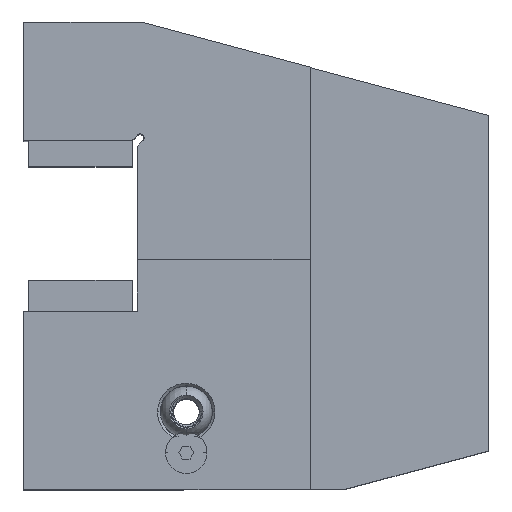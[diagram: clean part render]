
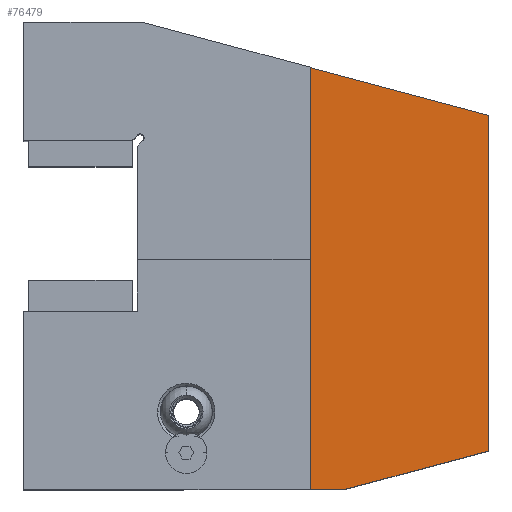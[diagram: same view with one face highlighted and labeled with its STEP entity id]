
A CAD part, top view. The second image highlights one B-rep face of the part: STEP entity #76479.
In plain terms, the highlighted planar face has unit normal (0, 0, 1).
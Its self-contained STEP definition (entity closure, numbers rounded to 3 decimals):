
#24919 = FACE_OUTER_BOUND ( 'NONE', #56721, .T. ) ;
#38930 = EDGE_CURVE ( 'NONE', #55605, #55454, #39641, .T. ) ;
#38990 = EDGE_CURVE ( 'NONE', #55454, #55547, #39672, .T. ) ;
#39004 = EDGE_CURVE ( 'NONE', #55547, #55492, #39721, .T. ) ;
#39023 = EDGE_CURVE ( 'NONE', #55826, #55605, #39771, .T. ) ;
#39027 = EDGE_CURVE ( 'NONE', #55492, #55826, #39751, .T. ) ;
#39618 = VECTOR ( 'NONE', #61893, 1000. ) ;
#39641 = LINE ( 'NONE', #61871, #39618 ) ;
#39672 = LINE ( 'NONE', #62051, #39700 ) ;
#39700 = VECTOR ( 'NONE', #62092, 1000. ) ;
#39709 = VECTOR ( 'NONE', #62060, 1000. ) ;
#39721 = LINE ( 'NONE', #62055, #39709 ) ;
#39751 = LINE ( 'NONE', #62088, #39753 ) ;
#39753 = VECTOR ( 'NONE', #62171, 1000. ) ;
#39771 = LINE ( 'NONE', #62194, #39772 ) ;
#39772 = VECTOR ( 'NONE', #62159, 1000. ) ;
#46152 = CARTESIAN_POINT ( 'NONE',  ( 0., 22.15, 93. ) ) ;
#46174 = DIRECTION ( 'NONE',  ( 1., 0., 0. ) ) ;
#46177 = PLANE ( 'NONE',  #46878 ) ;
#46185 = DIRECTION ( 'NONE',  ( 0., 0., 1. ) ) ;
#46878 = AXIS2_PLACEMENT_3D ( 'NONE', #46152, #46185, #46174 ) ;
#55454 = VERTEX_POINT ( 'NONE', #85597 ) ;
#55492 = VERTEX_POINT ( 'NONE', #85670 ) ;
#55547 = VERTEX_POINT ( 'NONE', #85578 ) ;
#55605 = VERTEX_POINT ( 'NONE', #85623 ) ;
#55826 = VERTEX_POINT ( 'NONE', #85771 ) ;
#56721 = EDGE_LOOP ( 'NONE', ( #66688, #66681, #66645, #66728, #66703 ) ) ;
#61871 = CARTESIAN_POINT ( 'NONE',  ( 42.5, 30., 93. ) ) ;
#61893 = DIRECTION ( 'NONE',  ( 0.966, -0.259, 0. ) ) ;
#62051 = CARTESIAN_POINT ( 'NONE',  ( 42.5, 0., 93. ) ) ;
#62055 = CARTESIAN_POINT ( 'NONE',  ( 42.5, -35., 93. ) ) ;
#62060 = DIRECTION ( 'NONE',  ( -0.966, -0.259, 0. ) ) ;
#62088 = CARTESIAN_POINT ( 'NONE',  ( -47.5, -42.5, 93. ) ) ;
#62092 = DIRECTION ( 'NONE',  ( 0., -1., 0. ) ) ;
#62159 = DIRECTION ( 'NONE',  ( 0., 1., 0. ) ) ;
#62171 = DIRECTION ( 'NONE',  ( -1., 0., 0. ) ) ;
#62194 = CARTESIAN_POINT ( 'NONE',  ( 8., 63.071, 93. ) ) ;
#66645 = ORIENTED_EDGE ( 'NONE', *, *, #39004, .F. ) ;
#66681 = ORIENTED_EDGE ( 'NONE', *, *, #39027, .F. ) ;
#66688 = ORIENTED_EDGE ( 'NONE', *, *, #39023, .F. ) ;
#66703 = ORIENTED_EDGE ( 'NONE', *, *, #38930, .F. ) ;
#66728 = ORIENTED_EDGE ( 'NONE', *, *, #38990, .F. ) ;
#76479 = ADVANCED_FACE ( 'NONE', ( #24919 ), #46177, .T. ) ;
#85578 = CARTESIAN_POINT ( 'NONE',  ( 42.5, -35., 93. ) ) ;
#85597 = CARTESIAN_POINT ( 'NONE',  ( 42.5, 30., 93. ) ) ;
#85623 = CARTESIAN_POINT ( 'NONE',  ( 8., 39.244, 93. ) ) ;
#85670 = CARTESIAN_POINT ( 'NONE',  ( 14.51, -42.5, 93. ) ) ;
#85771 = CARTESIAN_POINT ( 'NONE',  ( 8., -42.5, 93. ) ) ;
